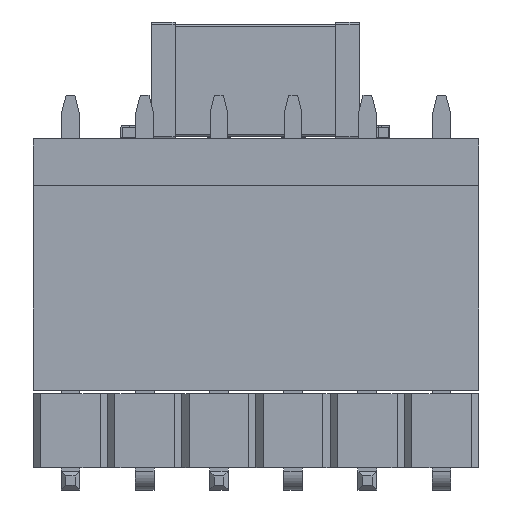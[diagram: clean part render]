
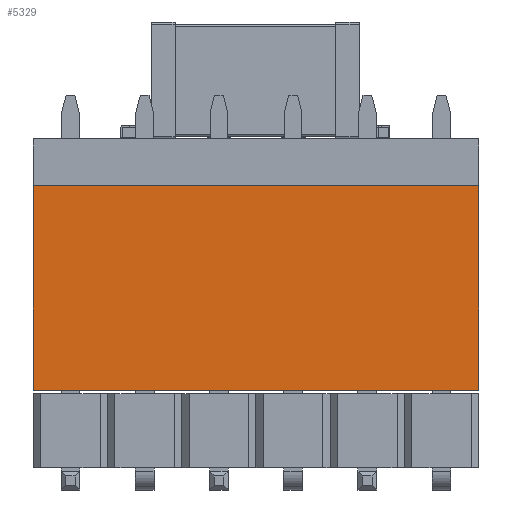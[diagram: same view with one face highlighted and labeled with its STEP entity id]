
A CAD part, front view. The second image highlights one B-rep face of the part: STEP entity #5329.
In plain terms, the highlighted planar face has unit normal (0, -1, 0).
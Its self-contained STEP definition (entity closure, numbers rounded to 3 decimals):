
#5257 = EDGE_CURVE('',#5258,#5260,#5262,.T.);
#5258 = VERTEX_POINT('',#5259);
#5259 = CARTESIAN_POINT('',(7.62,-1.27,3.414));
#5260 = VERTEX_POINT('',#5261);
#5261 = CARTESIAN_POINT('',(-7.62,-1.27,3.414));
#5262 = LINE('',#5263,#5264);
#5263 = CARTESIAN_POINT('',(7.62,-1.27,3.414));
#5264 = VECTOR('',#5265,1.);
#5265 = DIRECTION('',(-1.,0.,0.));
#5329 = ADVANCED_FACE('',(#5330),#5355,.F.);
#5330 = FACE_BOUND('',#5331,.F.);
#5331 = EDGE_LOOP('',(#5332,#5340,#5341,#5349));
#5332 = ORIENTED_EDGE('',*,*,#5333,.T.);
#5333 = EDGE_CURVE('',#5334,#5258,#5336,.T.);
#5334 = VERTEX_POINT('',#5335);
#5335 = CARTESIAN_POINT('',(7.62,-1.27,10.414));
#5336 = LINE('',#5337,#5338);
#5337 = CARTESIAN_POINT('',(7.62,-1.27,10.414));
#5338 = VECTOR('',#5339,1.);
#5339 = DIRECTION('',(0.,0.,-1.));
#5340 = ORIENTED_EDGE('',*,*,#5257,.T.);
#5341 = ORIENTED_EDGE('',*,*,#5342,.F.);
#5342 = EDGE_CURVE('',#5343,#5260,#5345,.T.);
#5343 = VERTEX_POINT('',#5344);
#5344 = CARTESIAN_POINT('',(-7.62,-1.27,10.414));
#5345 = LINE('',#5346,#5347);
#5346 = CARTESIAN_POINT('',(-7.62,-1.27,10.414));
#5347 = VECTOR('',#5348,1.);
#5348 = DIRECTION('',(0.,0.,-1.));
#5349 = ORIENTED_EDGE('',*,*,#5350,.F.);
#5350 = EDGE_CURVE('',#5334,#5343,#5351,.T.);
#5351 = LINE('',#5352,#5353);
#5352 = CARTESIAN_POINT('',(7.62,-1.27,10.414));
#5353 = VECTOR('',#5354,1.);
#5354 = DIRECTION('',(-1.,0.,0.));
#5355 = PLANE('',#5356);
#5356 = AXIS2_PLACEMENT_3D('',#5357,#5358,#5359);
#5357 = CARTESIAN_POINT('',(7.62,-1.27,10.414));
#5358 = DIRECTION('',(0.,1.,0.));
#5359 = DIRECTION('',(-1.,0.,0.));
